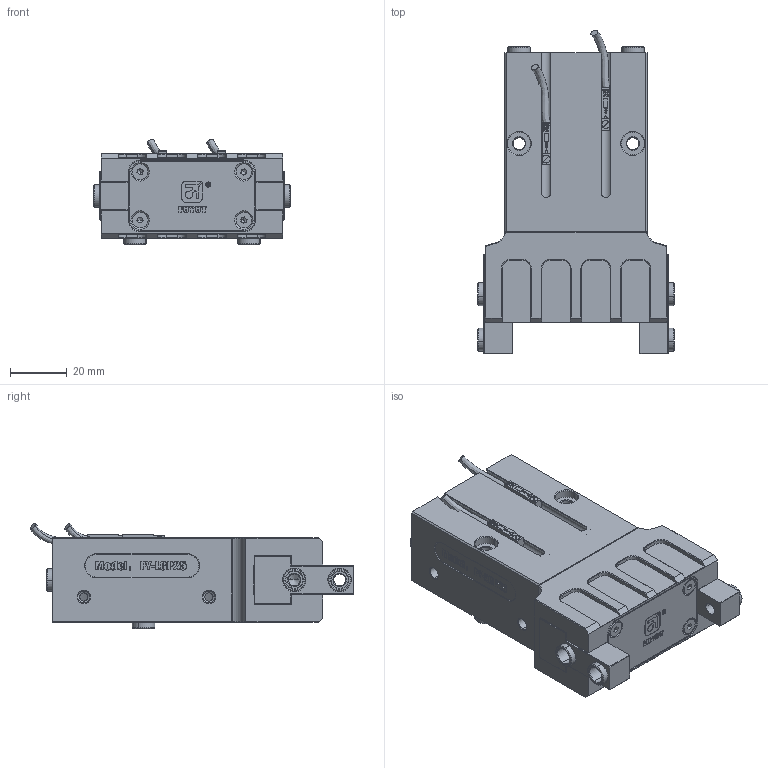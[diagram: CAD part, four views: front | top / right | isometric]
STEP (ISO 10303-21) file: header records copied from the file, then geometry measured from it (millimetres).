
FILE_DESCRIPTION (( 'STEP AP203' ), '1' );
FILE_NAME ('FY-LGP 25.STEP', '2024-01-31T11:02:03', ( 'User' ), ( 'Microsoft' ), 'SwSTEP 2.0', 'SolidWorks 2015', '' );
FILE_SCHEMA (( 'CONFIG_CONTROL_DESIGN' ));
Length unit declared in the file: millimetre
Products named in the file (14): hexagon socket countersunk head screws gb_GB_FASTENER_SCREWS_HSCHS M3X8-N; M5X16; circlips for holes--type a gb_GB_CONNECTING_PIECE_RING_RRH 26; FY-LGP 25倰瘍; 棠俶羲壽4.0X15; FY-JGZ 125-1-SADLOGO; FY-LGP 25; 本公司二维码-梵煜2; 陔遴LOGO齪郪磁; FY-LGP 25賑輸; 8X6X5; FY-LGP 25褲极; FY-LGP 25ヶ裔; FY-LGP 25價釱
Assembly tree (28 placements, depth 3):
  FY-LGP 25
    FY-LGP 25褲极
    FY-LGP 25價釱
    M5X16  x2
    FY-LGP 25倰瘍
    陔遴LOGO齪郪磁
      FY-JGZ 125-1-SADLOGO
      本公司二维码-梵煜2
    FY-LGP 25賑輸  x2
    8X6X5  x10
    FY-LGP 25ヶ裔
    hexagon socket countersunk head screws gb_GB_FASTENER_SCREWS_HSCHS M3X8-N  x4
    circlips for holes--type a gb_GB_CONNECTING_PIECE_RING_RRH 26
    棠俶羲壽4.0X15  x2
Bounding box: 69.2 x 113.9 x 36.96 mm (x, y, z)
Volume: 146169 mm3; surface area: 48191.2 mm2
Topology: 37 solids, 37 shells, 2559 faces, 6617 edges, 4282 vertices
Faces by surface type: plane 1573, bspline 421, cylinder 305, cone 244, torus 16
Entity records: 86916 total; most frequent: CARTESIAN_POINT 34689, ORIENTED_EDGE 11100, DIRECTION 8972, EDGE_CURVE 5550, VECTOR 4230, LINE 4230, VERTEX_POINT 3632, AXIS2_PLACEMENT_3D 2371
